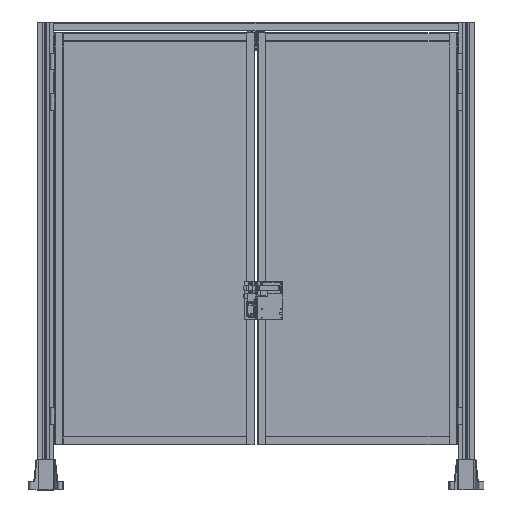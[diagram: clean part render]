
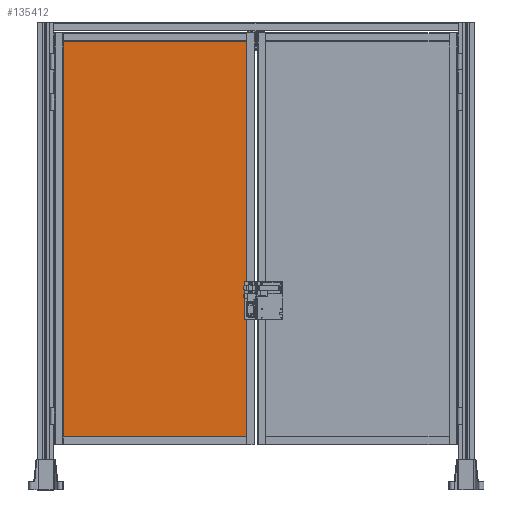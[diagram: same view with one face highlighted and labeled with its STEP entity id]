
A CAD part, front view. The second image highlights one B-rep face of the part: STEP entity #135412.
In plain terms, the highlighted planar face has unit normal (0, -1, 0).
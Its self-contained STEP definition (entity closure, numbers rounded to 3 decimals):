
#14235=FACE_OUTER_BOUND('',#21712,.T.);
#21712=EDGE_LOOP('',(#115574,#115575,#115576,#115577,#115578,#115579,#115580,
#115581,#115582,#115583,#115584,#115585));
#31251=LINE('',#253459,#41988);
#31253=LINE('',#253463,#41990);
#31262=LINE('',#253482,#41999);
#31264=LINE('',#253486,#42001);
#31426=LINE('',#254071,#42163);
#31757=LINE('',#255525,#42494);
#31930=LINE('',#256463,#42667);
#31953=LINE('',#256523,#42690);
#32209=LINE('',#257323,#42946);
#32317=LINE('',#257784,#43054);
#32340=LINE('',#257851,#43077);
#32357=LINE('',#257915,#43094);
#41988=VECTOR('',#172495,1.);
#41990=VECTOR('',#172497,1.);
#41999=VECTOR('',#172510,1.);
#42001=VECTOR('',#172512,1.);
#42163=VECTOR('',#172978,904.);
#42494=VECTOR('',#174019,904.);
#42667=VECTOR('',#174598,25.);
#42690=VECTOR('',#174655,25.);
#42946=VECTOR('',#175337,2000.);
#43054=VECTOR('',#175687,25.);
#43077=VECTOR('',#175758,25.);
#43094=VECTOR('',#175821,2000.);
#59642=VERTEX_POINT('',#253456);
#59643=VERTEX_POINT('',#253458);
#59644=VERTEX_POINT('',#253460);
#59645=VERTEX_POINT('',#253462);
#59652=VERTEX_POINT('',#253479);
#59653=VERTEX_POINT('',#253481);
#59654=VERTEX_POINT('',#253483);
#59655=VERTEX_POINT('',#253485);
#59837=VERTEX_POINT('',#254067);
#59838=VERTEX_POINT('',#254069);
#60217=VERTEX_POINT('',#255521);
#60218=VERTEX_POINT('',#255523);
#77623=EDGE_CURVE('',#59642,#59643,#31251,.T.);
#77625=EDGE_CURVE('',#59644,#59645,#31253,.T.);
#77634=EDGE_CURVE('',#59652,#59653,#31262,.T.);
#77636=EDGE_CURVE('',#59654,#59655,#31264,.T.);
#77884=EDGE_CURVE('',#59838,#59837,#31426,.T.);
#78427=EDGE_CURVE('',#60218,#60217,#31757,.T.);
#78726=EDGE_CURVE('',#59838,#59653,#31930,.T.);
#78759=EDGE_CURVE('',#59644,#60217,#31953,.T.);
#79148=EDGE_CURVE('',#59645,#59652,#32209,.T.);
#79327=EDGE_CURVE('',#59654,#59837,#32317,.T.);
#79364=EDGE_CURVE('',#60218,#59643,#32340,.T.);
#79395=EDGE_CURVE('',#59655,#59642,#32357,.T.);
#115574=ORIENTED_EDGE('',*,*,#79395,.F.);
#115575=ORIENTED_EDGE('',*,*,#77636,.F.);
#115576=ORIENTED_EDGE('',*,*,#79327,.T.);
#115577=ORIENTED_EDGE('',*,*,#77884,.F.);
#115578=ORIENTED_EDGE('',*,*,#78726,.T.);
#115579=ORIENTED_EDGE('',*,*,#77634,.F.);
#115580=ORIENTED_EDGE('',*,*,#79148,.F.);
#115581=ORIENTED_EDGE('',*,*,#77625,.F.);
#115582=ORIENTED_EDGE('',*,*,#78759,.T.);
#115583=ORIENTED_EDGE('',*,*,#78427,.F.);
#115584=ORIENTED_EDGE('',*,*,#79364,.T.);
#115585=ORIENTED_EDGE('',*,*,#77623,.F.);
#122244=PLANE('',#145722);
#135412=ADVANCED_FACE('',(#14235),#122244,.T.);
#145722=AXIS2_PLACEMENT_3D('',#257914,#175819,#175820);
#172495=DIRECTION('',(-1.,0.,0.));
#172497=DIRECTION('',(-1.,0.,0.));
#172510=DIRECTION('',(1.,0.,0.));
#172512=DIRECTION('',(1.,0.,0.));
#172978=DIRECTION('',(1.,0.,0.));
#174019=DIRECTION('',(-1.,0.,0.));
#174598=DIRECTION('',(0.,0.,1.));
#174655=DIRECTION('',(0.,0.,1.));
#175337=DIRECTION('',(0.,0.,1.));
#175687=DIRECTION('',(0.,0.,-1.));
#175758=DIRECTION('',(0.,0.,-1.));
#175819=DIRECTION('center_axis',(0.,-1.,0.));
#175820=DIRECTION('ref_axis',(0.,0.,
1.));
#175821=DIRECTION('',(0.,0.,-1.));
#253456=CARTESIAN_POINT('',(284.007,-48.561,-807.573));
#253458=CARTESIAN_POINT('',(283.007,-48.561,-807.573));
#253459=CARTESIAN_POINT('',(-646.993,-48.561,-807.573));
#253460=CARTESIAN_POINT('',(-620.993,-48.561,-807.573));
#253462=CARTESIAN_POINT('',(-621.993,-48.561,-807.573));
#253463=CARTESIAN_POINT('',(-646.993,-48.561,-807.573));
#253479=CARTESIAN_POINT('',(-621.993,-48.561,1192.427));
#253481=CARTESIAN_POINT('',(-620.993,-48.561,1192.427));
#253482=CARTESIAN_POINT('',(309.007,-48.561,1192.427));
#253483=CARTESIAN_POINT('',(283.007,-48.561,1192.427));
#253485=CARTESIAN_POINT('',(284.007,-48.561,1192.427));
#253486=CARTESIAN_POINT('',(309.007,-48.561,1192.427));
#254067=CARTESIAN_POINT('',(283.007,-48.561,1167.427));
#254069=CARTESIAN_POINT('',(-620.993,-48.561,1167.427));
#254071=CARTESIAN_POINT('',(-168.993,-48.561,1167.427));
#255521=CARTESIAN_POINT('',(-620.993,-48.561,-782.573));
#255523=CARTESIAN_POINT('',(283.007,-48.561,-782.573));
#255525=CARTESIAN_POINT('',(-168.993,-48.561,-782.573));
#256463=CARTESIAN_POINT('',(-620.993,-48.561,689.123));
#256523=CARTESIAN_POINT('',(-620.993,-48.561,-304.27));
#257323=CARTESIAN_POINT('',(-621.993,-48.561,192.427));
#257784=CARTESIAN_POINT('',(283.007,-48.561,689.123));
#257851=CARTESIAN_POINT('',(283.007,-48.561,-304.27));
#257914=CARTESIAN_POINT('Origin',(-168.993,-48.561,192.427));
#257915=CARTESIAN_POINT('',(284.007,-48.561,192.427));
